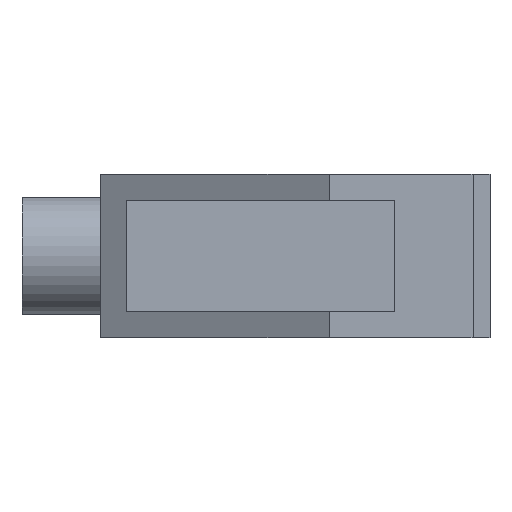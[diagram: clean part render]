
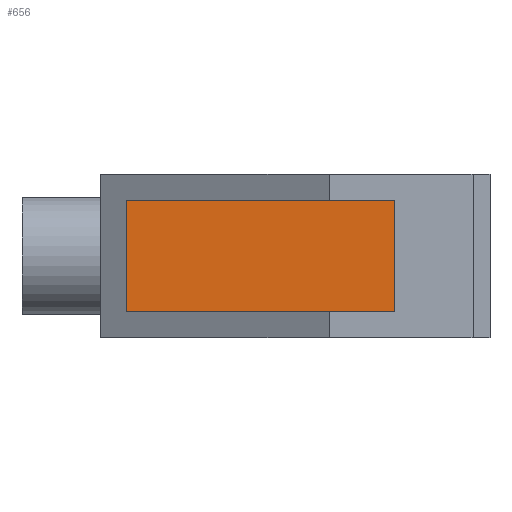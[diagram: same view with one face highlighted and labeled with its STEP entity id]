
A CAD part, left-side view. The second image highlights one B-rep face of the part: STEP entity #656.
In plain terms, the highlighted planar face has unit normal (-1, 0, 0).
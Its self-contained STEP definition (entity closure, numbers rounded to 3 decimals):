
#116 = EDGE_CURVE ( 'NONE', #1928, #2173, #3204, .T. ) ;
#135 = LINE ( 'NONE', #1889, #1192 ) ;
#141 = VECTOR ( 'NONE', #2035, 1000. ) ;
#153 = EDGE_CURVE ( 'NONE', #2504, #1928, #1396, .T. ) ;
#156 = CARTESIAN_POINT ( 'NONE',  ( -27.5, 15., -4.25 ) ) ;
#158 = EDGE_CURVE ( 'NONE', #1600, #2504, #3086, .T. ) ;
#199 = EDGE_CURVE ( 'NONE', #2173, #1600, #135, .T. ) ;
#252 = AXIS2_PLACEMENT_3D ( 'NONE', #2839, #2812, #2805 ) ;
#586 = FACE_OUTER_BOUND ( 'NONE', #2762, .T. ) ;
#656 = ADVANCED_FACE ( 'NONE', ( #586 ), #2815, .T. ) ;
#828 = CARTESIAN_POINT ( 'NONE',  ( -27.5, -5.5, 4.25 ) ) ;
#1192 = VECTOR ( 'NONE', #1875, 1000. ) ;
#1396 = LINE ( 'NONE', #2068, #141 ) ;
#1397 = ORIENTED_EDGE ( 'NONE', *, *, #153, .T. ) ;
#1400 = ORIENTED_EDGE ( 'NONE', *, *, #116, .T. ) ;
#1600 = VERTEX_POINT ( 'NONE', #828 ) ;
#1875 = DIRECTION ( 'NONE',  ( 0., 0., 1. ) ) ;
#1889 = CARTESIAN_POINT ( 'NONE',  ( -27.5, -5.5, -4.25 ) ) ;
#1906 = DIRECTION ( 'NONE',  ( 0., 1., 0. ) ) ;
#1928 = VERTEX_POINT ( 'NONE', #156 ) ;
#2035 = DIRECTION ( 'NONE',  ( 0., 0., -1. ) ) ;
#2050 = CARTESIAN_POINT ( 'NONE',  ( -27.5, 15., 4.25 ) ) ;
#2068 = CARTESIAN_POINT ( 'NONE',  ( -27.5, 15., -4.25 ) ) ;
#2075 = ORIENTED_EDGE ( 'NONE', *, *, #158, .T. ) ;
#2173 = VERTEX_POINT ( 'NONE', #2213 ) ;
#2182 = CARTESIAN_POINT ( 'NONE',  ( -27.5, 15., -4.25 ) ) ;
#2198 = DIRECTION ( 'NONE',  ( 0., -1., 0. ) ) ;
#2211 = VECTOR ( 'NONE', #1906, 1000. ) ;
#2213 = CARTESIAN_POINT ( 'NONE',  ( -27.5, -5.5, -4.25 ) ) ;
#2219 = VECTOR ( 'NONE', #2198, 1000. ) ;
#2504 = VERTEX_POINT ( 'NONE', #3144 ) ;
#2762 = EDGE_LOOP ( 'NONE', ( #1400, #3169, #2075, #1397 ) ) ;
#2805 = DIRECTION ( 'NONE',  ( 0., 0., 1. ) ) ;
#2812 = DIRECTION ( 'NONE',  ( -1., 0., 0. ) ) ;
#2815 = PLANE ( 'NONE',  #252 ) ;
#2839 = CARTESIAN_POINT ( 'NONE',  ( -27.5, -5.5, -4.25 ) ) ;
#3086 = LINE ( 'NONE', #2050, #2211 ) ;
#3144 = CARTESIAN_POINT ( 'NONE',  ( -27.5, 15., 4.25 ) ) ;
#3169 = ORIENTED_EDGE ( 'NONE', *, *, #199, .T. ) ;
#3204 = LINE ( 'NONE', #2182, #2219 ) ;
